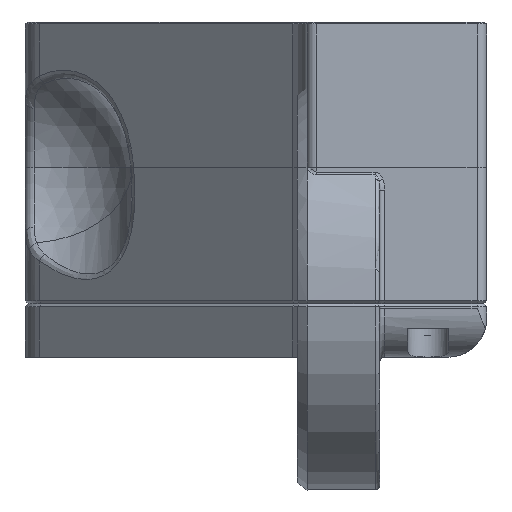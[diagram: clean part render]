
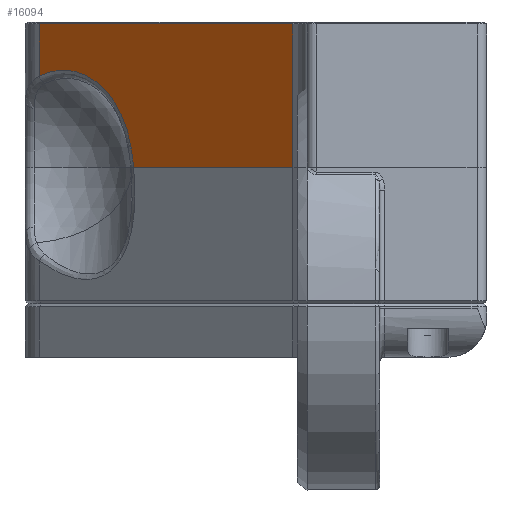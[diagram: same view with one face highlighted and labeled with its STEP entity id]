
A CAD part, front view. The second image highlights one B-rep face of the part: STEP entity #16094.
In plain terms, the highlighted planar face has unit normal (-0.707, -0.707, 0).
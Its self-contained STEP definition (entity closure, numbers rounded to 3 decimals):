
#284=ELLIPSE('',#17153,24.,12.);
#1080=PLANE('',#17256);
#1664=FACE_OUTER_BOUND('',#2661,.T.);
#2661=EDGE_LOOP('',(#11648,#11649,#11650,#11651,#11652,#11653));
#3596=LINE('',#22512,#5056);
#3751=LINE('',#23907,#5211);
#3805=LINE('',#24082,#5265);
#3806=LINE('',#24084,#5266);
#5056=VECTOR('',#18405,10.);
#5211=VECTOR('',#18924,10.);
#5265=VECTOR('',#19104,10.);
#5266=VECTOR('',#19107,10.);
#6596=CIRCLE('',#17151,10.052);
#7032=VERTEX_POINT('',#22509);
#7033=VERTEX_POINT('',#22511);
#7150=VERTEX_POINT('',#22936);
#7152=VERTEX_POINT('',#22950);
#7227=VERTEX_POINT('',#23899);
#7229=VERTEX_POINT('',#23905);
#8557=EDGE_CURVE('',#7032,#7033,#3596,.T.);
#8738=EDGE_CURVE('',#7152,#7150,#6596,.T.);
#8740=EDGE_CURVE('',#7033,#7152,#284,.T.);
#8853=EDGE_CURVE('',#7229,#7227,#3751,.T.);
#8941=EDGE_CURVE('',#7227,#7032,#3805,.T.);
#8942=EDGE_CURVE('',#7150,#7229,#3806,.T.);
#11648=ORIENTED_EDGE('',*,*,#8740,.F.);
#11649=ORIENTED_EDGE('',*,*,#8557,.F.);
#11650=ORIENTED_EDGE('',*,*,#8941,.F.);
#11651=ORIENTED_EDGE('',*,*,#8853,.F.);
#11652=ORIENTED_EDGE('',*,*,#8942,.F.);
#11653=ORIENTED_EDGE('',*,*,#8738,.F.);
#16094=ADVANCED_FACE('',(#1664),#1080,.T.);
#17151=AXIS2_PLACEMENT_3D('',#22952,#18774,#18775);
#17153=AXIS2_PLACEMENT_3D('',#22970,#18778,#18779);
#17256=AXIS2_PLACEMENT_3D('',#24083,#19105,#19106);
#18405=DIRECTION('',(-0.707,0.707,0.));
#18774=DIRECTION('center_axis',(-0.707,-0.707,0.));
#18775=DIRECTION('ref_axis',(0.315,-0.315,0.895));
#18778=DIRECTION('center_axis',(-0.707,-0.707,0.));
#18779=DIRECTION('ref_axis',(0.408,-0.408,-0.816));
#18924=DIRECTION('',(0.707,-0.707,0.));
#19104=DIRECTION('',(0.,0.,-1.));
#19105=DIRECTION('center_axis',(-0.707,-0.707,0.));
#19106=DIRECTION('ref_axis',(-0.707,0.707,0.));
#19107=DIRECTION('',(0.,0.,1.));
#22509=CARTESIAN_POINT('',(-9.464,-32.681,0.));
#22511=CARTESIAN_POINT('',(-25.848,-16.298,0.));
#22512=CARTESIAN_POINT('',(-11.549,-30.597,0.));
#22936=CARTESIAN_POINT('',(-35.536,-6.61,9.43));
#22950=CARTESIAN_POINT('',(-26.151,-15.995,2.287));
#22952=CARTESIAN_POINT('Origin',(-33.073,-9.073,0.));
#22970=CARTESIAN_POINT('Origin',(-37.707,-4.439,9.268));
#23899=CARTESIAN_POINT('',(-9.464,-32.681,14.8));
#23905=CARTESIAN_POINT('',(-35.536,-6.61,14.8));
#23907=CARTESIAN_POINT('',(-11.549,-30.597,14.8));
#24082=CARTESIAN_POINT('',(-9.464,-32.681,15.));
#24083=CARTESIAN_POINT('Origin',(-8.,-34.146,15.));
#24084=CARTESIAN_POINT('',(-35.536,-6.61,15.));
